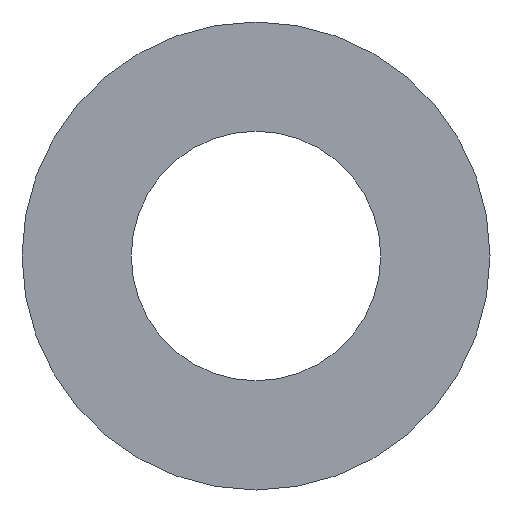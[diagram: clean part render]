
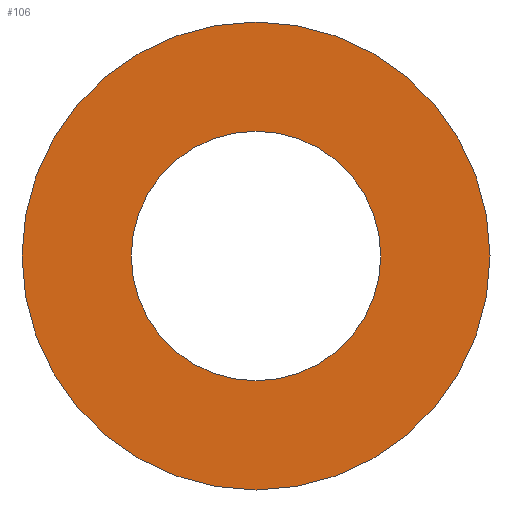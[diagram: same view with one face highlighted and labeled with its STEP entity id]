
A CAD part, left-side view. The second image highlights one B-rep face of the part: STEP entity #106.
In plain terms, the highlighted planar face has unit normal (-1, 0, 0).
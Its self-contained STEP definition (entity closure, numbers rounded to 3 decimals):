
#78 = VERTEX_POINT( '', #191 );
#106 = ADVANCED_FACE( '', ( #221, #222 ), #223, .T. );
#108 = VERTEX_POINT( '', #225 );
#112 = VERTEX_POINT( '', #230 );
#118 = EDGE_CURVE( '', #136, #112, #236, .T. );
#128 = EDGE_CURVE( '', #112, #136, #248, .T. );
#136 = VERTEX_POINT( '', #256 );
#140 = EDGE_CURVE( '', #108, #78, #260, .T. );
#158 = EDGE_CURVE( '', #78, #108, #280, .T. );
#191 = CARTESIAN_POINT( '', ( -82., -69., 0. ) );
#221 = FACE_BOUND( '', #347, .T. );
#222 = FACE_OUTER_BOUND( '', #348, .T. );
#223 = PLANE( '', #349 );
#225 = CARTESIAN_POINT( '', ( -82., 69., 0. ) );
#230 = CARTESIAN_POINT( '', ( -82., 36.8, 0. ) );
#236 = CIRCLE( '', #363, 36.8 );
#248 = CIRCLE( '', #379, 36.8 );
#256 = CARTESIAN_POINT( '', ( -82., -36.8, 0. ) );
#260 = CIRCLE( '', #393, 69. );
#280 = CIRCLE( '', #423, 69. );
#347 = EDGE_LOOP( '', ( #478, #479 ) );
#348 = EDGE_LOOP( '', ( #480, #481 ) );
#349 = AXIS2_PLACEMENT_3D( '', #482, #483, #484 );
#363 = AXIS2_PLACEMENT_3D( '', #493, #494, #495 );
#379 = AXIS2_PLACEMENT_3D( '', #516, #517, #518 );
#393 = AXIS2_PLACEMENT_3D( '', #522, #523, #524 );
#423 = AXIS2_PLACEMENT_3D( '', #550, #551, #552 );
#478 = ORIENTED_EDGE( '', *, *, #128, .F. );
#479 = ORIENTED_EDGE( '', *, *, #118, .F. );
#480 = ORIENTED_EDGE( '', *, *, #140, .T. );
#481 = ORIENTED_EDGE( '', *, *, #158, .T. );
#482 = CARTESIAN_POINT( '', ( -82., 52.9, 0. ) );
#483 = DIRECTION( '', ( -1., 0., 0. ) );
#484 = DIRECTION( '', ( 0., 1., 0. ) );
#493 = CARTESIAN_POINT( '', ( -82., 0., 0. ) );
#494 = DIRECTION( '', ( -1., 0., 0. ) );
#495 = DIRECTION( '', ( 0., 1., 0. ) );
#516 = CARTESIAN_POINT( '', ( -82., 0., 0. ) );
#517 = DIRECTION( '', ( -1., 0., 0. ) );
#518 = DIRECTION( '', ( 0., 1., 0. ) );
#522 = CARTESIAN_POINT( '', ( -82., 0., 0. ) );
#523 = DIRECTION( '', ( -1., 0., 0. ) );
#524 = DIRECTION( '', ( 0., 1., 0. ) );
#550 = CARTESIAN_POINT( '', ( -82., 0., 0. ) );
#551 = DIRECTION( '', ( -1., 0., 0. ) );
#552 = DIRECTION( '', ( 0., 1., 0. ) );
